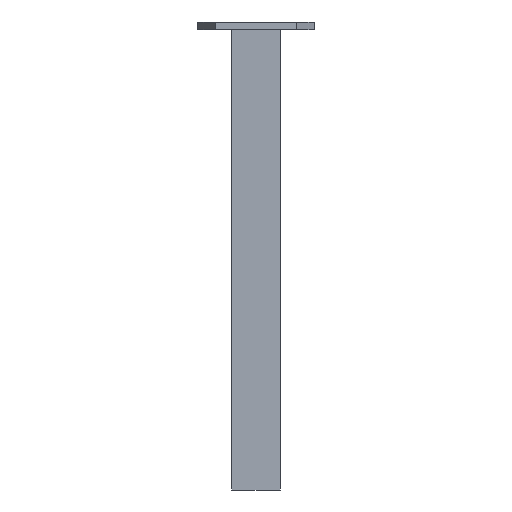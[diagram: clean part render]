
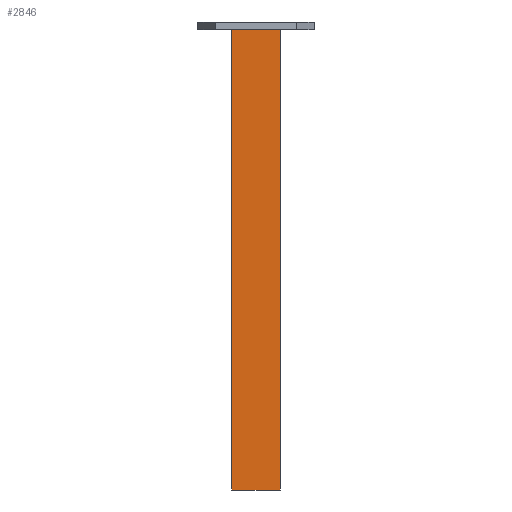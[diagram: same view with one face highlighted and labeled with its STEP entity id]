
A CAD part, front view. The second image highlights one B-rep face of the part: STEP entity #2846.
In plain terms, the highlighted planar face has unit normal (0, -1, 0).
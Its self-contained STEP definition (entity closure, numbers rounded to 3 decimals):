
#72 = AXIS2_PLACEMENT_3D ( 'NONE', #2578, #2584, #2585 ) ;
#225 = EDGE_CURVE ( 'NONE', #803, #873, #1353, .T. ) ;
#315 = EDGE_CURVE ( 'NONE', #873, #656, #1509, .T. ) ;
#445 = EDGE_CURVE ( 'NONE', #803, #802, #1695, .T. ) ;
#447 = EDGE_CURVE ( 'NONE', #802, #656, #1699, .T. ) ;
#558 = ORIENTED_EDGE ( 'NONE', *, *, #445, .T. ) ;
#560 = ORIENTED_EDGE ( 'NONE', *, *, #315, .F. ) ;
#561 = ORIENTED_EDGE ( 'NONE', *, *, #447, .T. ) ;
#565 = ORIENTED_EDGE ( 'NONE', *, *, #225, .F. ) ;
#645 = EDGE_LOOP ( 'NONE', ( #561, #560, #565, #558 ) ) ;
#656 = VERTEX_POINT ( 'NONE', #2268 ) ;
#802 = VERTEX_POINT ( 'NONE', #2368 ) ;
#803 = VERTEX_POINT ( 'NONE', #2369 ) ;
#873 = VERTEX_POINT ( 'NONE', #2396 ) ;
#886 = CARTESIAN_POINT ( 'NONE',  ( 21., -40., 396. ) ) ;
#1353 = LINE ( 'NONE', #886, #1358 ) ;
#1358 = VECTOR ( 'NONE', #2887, 1000. ) ;
#1509 = LINE ( 'NONE', #3089, #1512 ) ;
#1512 = VECTOR ( 'NONE', #3090, 1000. ) ;
#1695 = LINE ( 'NONE', #2241, #1698 ) ;
#1698 = VECTOR ( 'NONE', #2243, 1000. ) ;
#1699 = LINE ( 'NONE', #2245, #1702 ) ;
#1702 = VECTOR ( 'NONE', #2247, 1000. ) ;
#1784 = FACE_OUTER_BOUND ( 'NONE', #645, .T. ) ;
#2241 = CARTESIAN_POINT ( 'NONE',  ( -21., -40., 396. ) ) ;
#2243 = DIRECTION ( 'NONE',  ( 0., 0., -1. ) ) ;
#2245 = CARTESIAN_POINT ( 'NONE',  ( 21., -40., 0. ) ) ;
#2247 = DIRECTION ( 'NONE',  ( 1., 0., 0. ) ) ;
#2268 = CARTESIAN_POINT ( 'NONE',  ( 21., -40., 0. ) ) ;
#2368 = CARTESIAN_POINT ( 'NONE',  ( -21., -40., 0. ) ) ;
#2369 = CARTESIAN_POINT ( 'NONE',  ( -21., -40., 396. ) ) ;
#2396 = CARTESIAN_POINT ( 'NONE',  ( 21., -40., 396. ) ) ;
#2578 = CARTESIAN_POINT ( 'NONE',  ( 21., -40., 396. ) ) ;
#2582 = PLANE ( 'NONE',  #72 ) ;
#2584 = DIRECTION ( 'NONE',  ( 0., 1., 0. ) ) ;
#2585 = DIRECTION ( 'NONE',  ( -1., 0., 0. ) ) ;
#2846 = ADVANCED_FACE ( 'NONE', ( #1784 ), #2582, .F. ) ;
#2887 = DIRECTION ( 'NONE',  ( 1., 0., 0. ) ) ;
#3089 = CARTESIAN_POINT ( 'NONE',  ( 21., -40., 396. ) ) ;
#3090 = DIRECTION ( 'NONE',  ( 0., 0., -1. ) ) ;
